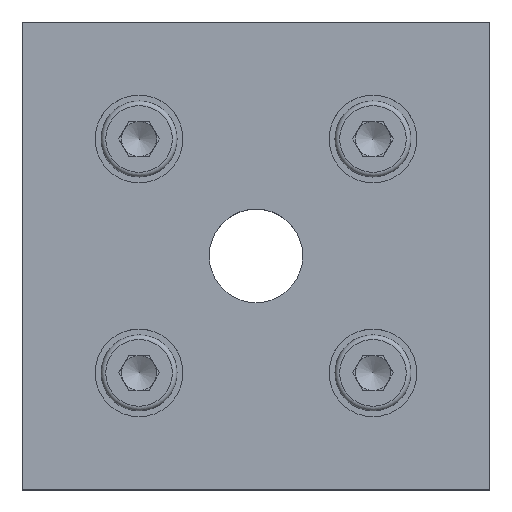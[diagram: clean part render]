
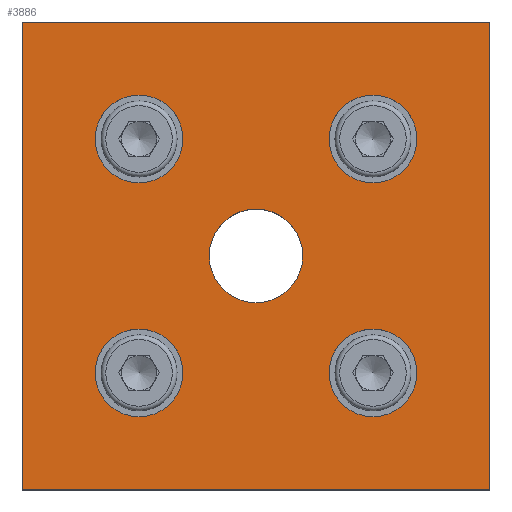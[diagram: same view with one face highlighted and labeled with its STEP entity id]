
A CAD part, top view. The second image highlights one B-rep face of the part: STEP entity #3886.
In plain terms, the highlighted planar face has unit normal (0, 0, 1).
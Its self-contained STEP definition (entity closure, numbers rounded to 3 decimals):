
#1900=CIRCLE('',#3639,7.5);
#1901=CIRCLE('',#3640,7.5);
#1902=CIRCLE('',#3641,7.5);
#1903=CIRCLE('',#3642,7.5);
#1904=CIRCLE('',#3643,8.);
#1978=ORIENTED_EDGE('',*,*,#2679,.T.);
#1979=ORIENTED_EDGE('',*,*,#2680,.T.);
#1980=ORIENTED_EDGE('',*,*,#2681,.T.);
#1981=ORIENTED_EDGE('',*,*,#2676,.T.);
#1982=ORIENTED_EDGE('',*,*,#2682,.F.);
#1983=ORIENTED_EDGE('',*,*,#2683,.F.);
#1984=ORIENTED_EDGE('',*,*,#2684,.F.);
#1985=ORIENTED_EDGE('',*,*,#2685,.F.);
#1986=ORIENTED_EDGE('',*,*,#2686,.F.);
#2325=VECTOR('',#3175,1.);
#2328=VECTOR('',#3180,1.);
#2329=VECTOR('',#3181,1.);
#2330=VECTOR('',#3182,1.);
#2433=LINE('',#4016,#2325);
#2436=LINE('',#4021,#2328);
#2437=LINE('',#4023,#2329);
#2438=LINE('',#4024,#2330);
#2546=VERTEX_POINT('',#4014);
#2547=VERTEX_POINT('',#4015);
#2548=VERTEX_POINT('',#4020);
#2549=VERTEX_POINT('',#4022);
#2550=VERTEX_POINT('',#4025);
#2551=VERTEX_POINT('',#4027);
#2552=VERTEX_POINT('',#4029);
#2553=VERTEX_POINT('',#4031);
#2554=VERTEX_POINT('',#4033);
#2676=EDGE_CURVE('',#2546,#2547,#2433,.T.);
#2679=EDGE_CURVE('',#2547,#2548,#2436,.T.);
#2680=EDGE_CURVE('',#2548,#2549,#2437,.T.);
#2681=EDGE_CURVE('',#2549,#2546,#2438,.T.);
#2682=EDGE_CURVE('',#2550,#2550,#1900,.T.);
#2683=EDGE_CURVE('',#2551,#2551,#1901,.T.);
#2684=EDGE_CURVE('',#2552,#2552,#1902,.T.);
#2685=EDGE_CURVE('',#2553,#2553,#1903,.T.);
#2686=EDGE_CURVE('',#2554,#2554,#1904,.T.);
#2852=EDGE_LOOP('',(#1978,#1979,#1980,#1981));
#2853=EDGE_LOOP('',(#1982));
#2854=EDGE_LOOP('',(#1983));
#2855=EDGE_LOOP('',(#1984));
#2856=EDGE_LOOP('',(#1985));
#2857=EDGE_LOOP('',(#1986));
#3006=FACE_BOUND('',#2852,.T.);
#3007=FACE_BOUND('',#2853,.T.);
#3008=FACE_BOUND('',#2854,.T.);
#3009=FACE_BOUND('',#2855,.T.);
#3010=FACE_BOUND('',#2856,.T.);
#3011=FACE_BOUND('',#2857,.T.);
#3175=DIRECTION('',(0.,-80.,0.));
#3178=DIRECTION('',(0.,0.,1.));
#3179=DIRECTION('',(0.,-1.,0.));
#3180=DIRECTION('',(80.,0.,0.));
#3181=DIRECTION('',(0.,80.,0.));
#3182=DIRECTION('',(-80.,0.,0.));
#3183=DIRECTION('',(0.,0.,1.));
#3184=DIRECTION('',(0.,7.5,0.));
#3185=DIRECTION('',(0.,0.,1.));
#3186=DIRECTION('',(0.,7.5,0.));
#3187=DIRECTION('',(0.,0.,1.));
#3188=DIRECTION('',(0.,7.5,0.));
#3189=DIRECTION('',(0.,0.,1.));
#3190=DIRECTION('',(0.,7.5,0.));
#3191=DIRECTION('',(0.,0.,1.));
#3192=DIRECTION('',(0.,8.,0.));
#3638=AXIS2_PLACEMENT_3D('',#4019,#3178,#3179);
#3639=AXIS2_PLACEMENT_3D('',#4026,#3183,#3184);
#3640=AXIS2_PLACEMENT_3D('',#4028,#3185,#3186);
#3641=AXIS2_PLACEMENT_3D('',#4030,#3187,#3188);
#3642=AXIS2_PLACEMENT_3D('',#4032,#3189,#3190);
#3643=AXIS2_PLACEMENT_3D('',#4034,#3191,#3192);
#3816=PLANE('',#3638);
#3886=ADVANCED_FACE('',(#3006,#3007,#3008,#3009,#3010,#3011),#3816,.T.);
#4014=CARTESIAN_POINT('',(0.,80.,15.));
#4015=CARTESIAN_POINT('',(0.,0.,15.));
#4016=CARTESIAN_POINT('',(0.,80.,15.));
#4019=CARTESIAN_POINT('',(0.,0.,15.));
#4020=CARTESIAN_POINT('',(80.,0.,15.));
#4021=CARTESIAN_POINT('',(0.,0.,15.));
#4022=CARTESIAN_POINT('',(80.,80.,15.));
#4023=CARTESIAN_POINT('',(80.,0.,15.));
#4024=CARTESIAN_POINT('',(80.,80.,15.));
#4025=CARTESIAN_POINT('',(20.,27.5,15.));
#4026=CARTESIAN_POINT('',(20.,20.,15.));
#4027=CARTESIAN_POINT('',(60.,27.5,15.));
#4028=CARTESIAN_POINT('',(60.,20.,15.));
#4029=CARTESIAN_POINT('',(20.,67.5,15.));
#4030=CARTESIAN_POINT('',(20.,60.,15.));
#4031=CARTESIAN_POINT('',(60.,67.5,15.));
#4032=CARTESIAN_POINT('',(60.,60.,15.));
#4033=CARTESIAN_POINT('',(40.,48.,15.));
#4034=CARTESIAN_POINT('',(40.,40.,15.));
